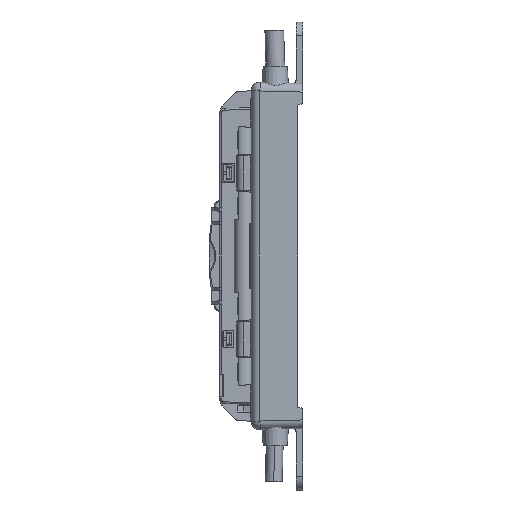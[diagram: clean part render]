
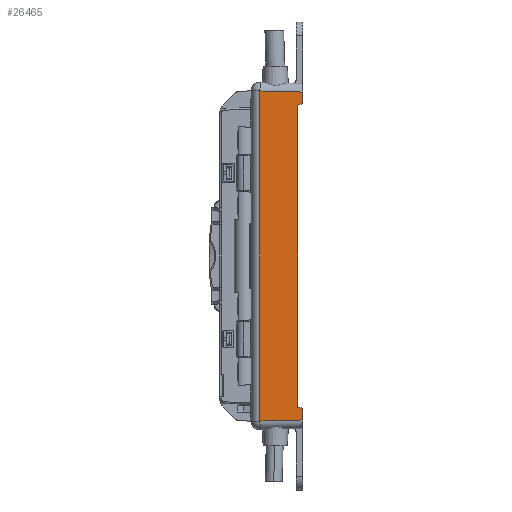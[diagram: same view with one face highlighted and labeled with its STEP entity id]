
A CAD part, left-side view. The second image highlights one B-rep face of the part: STEP entity #26465.
In plain terms, the highlighted planar face has unit normal (-1, -0.026, 0).
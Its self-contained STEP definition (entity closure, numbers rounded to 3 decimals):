
#48=DIRECTION('',(0.,0.,1.));
#49=VECTOR('',#48,87.);
#50=CARTESIAN_POINT('',(-26.65,-13.5,-43.5));
#51=LINE('',#50,#49);
#52=CARTESIAN_POINT('',(-26.65,-13.5,43.5));
#53=CARTESIAN_POINT('',(-26.65,-13.5,43.583));
#54=CARTESIAN_POINT('',(-26.649,-13.536,43.714));
#55=CARTESIAN_POINT('',(-26.646,-13.639,43.861));
#56=CARTESIAN_POINT('',(-26.643,-13.786,43.964));
#57=CARTESIAN_POINT('',(-26.639,-13.917,44.));
#58=CARTESIAN_POINT('',(-26.637,-14.,44.));
#68=CARTESIAN_POINT('',(-26.611,-15.,-44.5));
#69=CARTESIAN_POINT('',(-26.611,-15.,-44.417));
#70=CARTESIAN_POINT('',(-26.612,-14.964,-44.286));
#71=CARTESIAN_POINT('',(-26.614,-14.861,-44.139));
#72=CARTESIAN_POINT('',(-26.618,-14.714,-44.036));
#73=CARTESIAN_POINT('',(-26.622,-14.583,-44.));
#74=CARTESIAN_POINT('',(-26.624,-14.5,-44.));
#76=DIRECTION('',(0.,0.,-1.));
#77=VECTOR('',#76,95.574);
#78=CARTESIAN_POINT('',(-26.936,-2.565,47.787));
#79=LINE('',#78,#77);
#80=CARTESIAN_POINT('',(-26.624,-14.5,44.));
#81=CARTESIAN_POINT('',(-26.622,-14.583,44.));
#82=CARTESIAN_POINT('',(-26.618,-14.714,44.036));
#83=CARTESIAN_POINT('',(-26.614,-14.861,44.139));
#84=CARTESIAN_POINT('',(-26.612,-14.964,44.286));
#85=CARTESIAN_POINT('',(-26.611,-15.,44.417));
#86=CARTESIAN_POINT('',(-26.611,-15.,44.5));
#92=DIRECTION('',(-0.026,1.,0.));
#93=VECTOR('',#92,0.5);
#94=CARTESIAN_POINT('',(-26.624,-14.5,44.));
#95=LINE('',#94,#93);
#212=DIRECTION('',(0.,0.,1.));
#213=VECTOR('',#212,2.962);
#214=CARTESIAN_POINT('',(-26.611,-15.,44.5));
#215=LINE('',#214,#213);
#224=CARTESIAN_POINT('',(-26.611,-15.,47.462));
#317=DIRECTION('',(-0.026,0.999,0.026));
#318=VECTOR('',#317,12.443);
#319=CARTESIAN_POINT('',(-26.611,-15.,47.462));
#320=LINE('',#319,#318);
#3705=DIRECTION('',(0.,0.,1.));
#3706=VECTOR('',#3705,2.962);
#3707=CARTESIAN_POINT('',(-26.611,-15.,-47.462));
#3708=LINE('',#3707,#3706);
#4484=DIRECTION('',(0.026,-0.999,0.026));
#4485=VECTOR('',#4484,12.443);
#4486=CARTESIAN_POINT('',(-26.936,-2.565,
-47.787));
#4487=LINE('',#4486,#4485);
#4856=DIRECTION('',(-0.026,1.,0.));
#4857=VECTOR('',#4856,0.5);
#4858=CARTESIAN_POINT('',(-26.624,-14.5,-44.));
#4859=LINE('',#4858,#4857);
#4872=CARTESIAN_POINT('',(-26.637,-14.,-44.));
#4873=CARTESIAN_POINT('',(-26.639,-13.917,-44.));
#4874=CARTESIAN_POINT('',(-26.643,-13.786,
-43.964));
#4875=CARTESIAN_POINT('',(-26.646,-13.639,
-43.861));
#4876=CARTESIAN_POINT('',(-26.649,-13.536,
-43.714));
#4877=CARTESIAN_POINT('',(-26.65,-13.5,-43.583));
#4878=CARTESIAN_POINT('',(-26.65,-13.5,-43.5));
#21802=CARTESIAN_POINT('',(-26.936,-2.565,
47.787));
#21803=CARTESIAN_POINT('',(-26.936,-2.565,
-47.787));
#21804=VERTEX_POINT('',#21802);
#21805=VERTEX_POINT('',#21803);
#23802=CARTESIAN_POINT('',(-26.65,-13.5,43.5));
#23804=VERTEX_POINT('',#23802);
#23806=CARTESIAN_POINT('',(-26.637,-14.,44.));
#23808=VERTEX_POINT('',#23806);
#23812=CARTESIAN_POINT('',(-26.65,-13.5,-43.5));
#23813=VERTEX_POINT('',#23812);
#23818=CARTESIAN_POINT('',(-26.624,-14.5,44.));
#23819=VERTEX_POINT('',#23818);
#23821=CARTESIAN_POINT('',(-26.637,-14.,-44.));
#23823=VERTEX_POINT('',#23821);
#23852=CARTESIAN_POINT('',(-26.624,-14.5,-44.));
#23853=VERTEX_POINT('',#23852);
#23858=VERTEX_POINT('',#224);
#23879=VERTEX_POINT('',#86);
#23884=VERTEX_POINT('',#68);
#23980=CARTESIAN_POINT('',(-26.611,-15.,-47.462));
#23981=VERTEX_POINT('',#23980);
#26436=CARTESIAN_POINT('',(-26.65,-13.5,-51.779));
#26437=DIRECTION('',(-1.,-0.026,0.));
#26438=DIRECTION('',(0.,0.,1.));
#26439=AXIS2_PLACEMENT_3D('',#26436,#26437,#26438);
#26440=PLANE('',#26439);
#26442=ORIENTED_EDGE('',*,*,#26441,.T.);
#26443=ORIENTED_EDGE('',*,*,#26420,.F.);
#26444=ORIENTED_EDGE('',*,*,#26402,.F.);
#26446=ORIENTED_EDGE('',*,*,#26445,.F.);
#26448=ORIENTED_EDGE('',*,*,#26447,.F.);
#26450=ORIENTED_EDGE('',*,*,#26449,.F.);
#26452=ORIENTED_EDGE('',*,*,#26451,.F.);
#26454=ORIENTED_EDGE('',*,*,#26453,.F.);
#26456=ORIENTED_EDGE('',*,*,#26455,.F.);
#26458=ORIENTED_EDGE('',*,*,#26457,.F.);
#26460=ORIENTED_EDGE('',*,*,#26459,.F.);
#26462=ORIENTED_EDGE('',*,*,#26461,.F.);
#26463=EDGE_LOOP('',(#26442,#26443,#26444,#26446,#26448,#26450,#26452,#26454,
#26456,#26458,#26460,#26462));
#26464=FACE_OUTER_BOUND('',#26463,.F.);
#26465=ADVANCED_FACE('',(#26464),#26440,.T.);
#59=B_SPLINE_CURVE_WITH_KNOTS('',3,(#52,#53,#54,#55,#56,#57,#58),.UNSPECIFIED.,
.F.,.F.,(4,1,1,1,4),(0.,0.25,0.5,0.75,1.),.UNSPECIFIED.);
#75=B_SPLINE_CURVE_WITH_KNOTS('',3,(#68,#69,#70,#71,#72,#73,#74),.UNSPECIFIED.,
.F.,.F.,(4,1,1,1,4),(0.,0.25,0.5,0.75,1.),.UNSPECIFIED.);
#87=B_SPLINE_CURVE_WITH_KNOTS('',3,(#80,#81,#82,#83,#84,#85,#86),.UNSPECIFIED.,
.F.,.F.,(4,1,1,1,4),(0.,0.25,0.5,0.75,1.),.UNSPECIFIED.);
#4879=B_SPLINE_CURVE_WITH_KNOTS('',3,(#4872,#4873,#4874,#4875,#4876,#4877,
#4878),.UNSPECIFIED.,.F.,.F.,(4,1,1,1,4),(0.,0.25,0.5,0.75,1.),
.UNSPECIFIED.);
#26402=EDGE_CURVE('',#23813,#23804,#51,.T.);
#26420=EDGE_CURVE('',#23804,#23808,#59,.T.);
#26441=EDGE_CURVE('',#23819,#23808,#95,.T.);
#26445=EDGE_CURVE('',#23823,#23813,#4879,.T.);
#26447=EDGE_CURVE('',#23853,#23823,#4859,.T.);
#26449=EDGE_CURVE('',#23884,#23853,#75,.T.);
#26451=EDGE_CURVE('',#23981,#23884,#3708,.T.);
#26453=EDGE_CURVE('',#21805,#23981,#4487,.T.);
#26455=EDGE_CURVE('',#21804,#21805,#79,.T.);
#26457=EDGE_CURVE('',#23858,#21804,#320,.T.);
#26459=EDGE_CURVE('',#23879,#23858,#215,.T.);
#26461=EDGE_CURVE('',#23819,#23879,#87,.T.);
